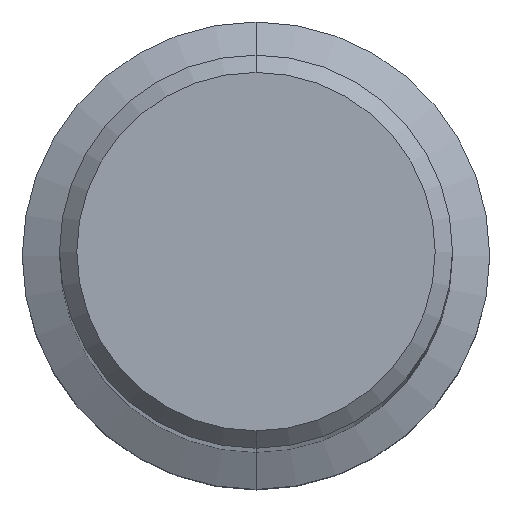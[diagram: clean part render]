
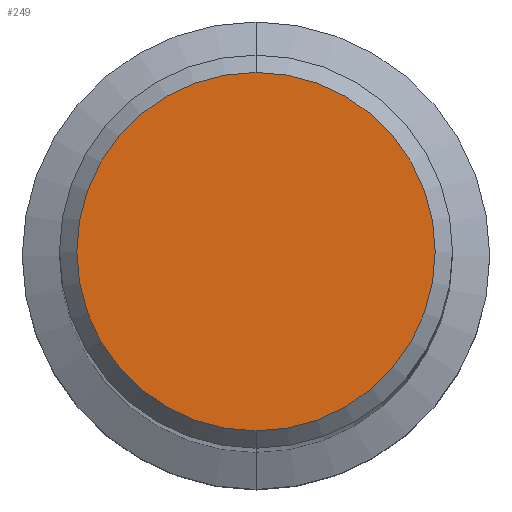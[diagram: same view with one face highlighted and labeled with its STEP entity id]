
A CAD part, top view. The second image highlights one B-rep face of the part: STEP entity #249.
In plain terms, the highlighted planar face has unit normal (0, 0, 1).
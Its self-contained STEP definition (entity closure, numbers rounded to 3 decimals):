
#249=ADVANCED_FACE('',(#612),#613,.T.);
#321=EDGE_CURVE('',#445,#511,#691,.T.);
#383=EDGE_CURVE('',#511,#445,#763,.T.);
#445=VERTEX_POINT('',#830);
#511=VERTEX_POINT('',#902);
#612=FACE_OUTER_BOUND('',#1017,.T.);
#613=PLANE('',#1018);
#691=CIRCLE('',#1275,10.35);
#763=CIRCLE('',#1362,10.35);
#830=CARTESIAN_POINT('',(0.,-10.35,0.0));
#902=CARTESIAN_POINT('',(0.0,10.35,0.0));
#1017=EDGE_LOOP('',(#1887,#1888));
#1018=AXIS2_PLACEMENT_3D('',#1889,#1890,#1891);
#1275=AXIS2_PLACEMENT_3D('',#1975,#1976,#1977);
#1362=AXIS2_PLACEMENT_3D('',#2071,#2072,#2073);
#1887=ORIENTED_EDGE('',*,*,#383,.F.);
#1888=ORIENTED_EDGE('',*,*,#321,.F.);
#1889=CARTESIAN_POINT('',(0.0,5.175,0.0));
#1890=DIRECTION('',(-0.0,0.0,1.0));
#1891=DIRECTION('',(0.0,-1.0,0.0));
#1975=CARTESIAN_POINT('',(0.0,0.0,0.0));
#1976=DIRECTION('',(0.0,0.0,-1.0));
#1977=DIRECTION('',(0.0,1.0,0.0));
#2071=CARTESIAN_POINT('',(0.0,0.0,0.0));
#2072=DIRECTION('',(0.0,0.0,-1.0));
#2073=DIRECTION('',(0.0,1.0,0.0));
